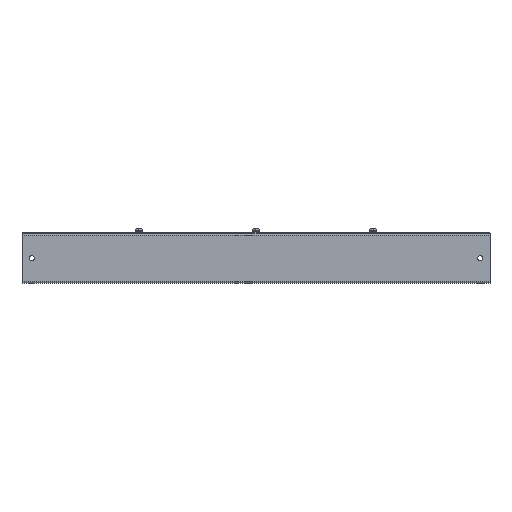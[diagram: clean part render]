
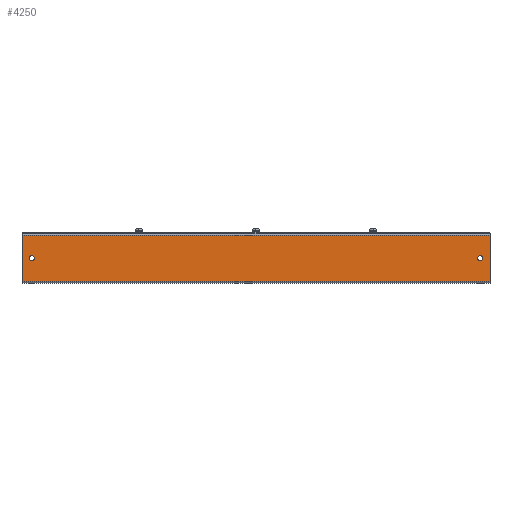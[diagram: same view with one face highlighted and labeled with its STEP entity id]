
A CAD part, left-side view. The second image highlights one B-rep face of the part: STEP entity #4250.
In plain terms, the highlighted planar face has unit normal (-1, 0, 0).
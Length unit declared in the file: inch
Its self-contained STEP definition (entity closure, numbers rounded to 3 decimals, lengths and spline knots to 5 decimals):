
#36 = EDGE_CURVE ( 'NONE', #3914, #3431, #715, .T. ) ;
#341 = VECTOR ( 'NONE', #5506, 39.37008 ) ;
#376 = CARTESIAN_POINT ( 'NONE',  ( -1.307, 12., 2.471 ) ) ;
#384 = DIRECTION ( 'NONE',  ( 1., 0., 0. ) ) ;
#540 = DIRECTION ( 'NONE',  ( 0., 0., 1. ) ) ;
#632 = EDGE_CURVE ( 'NONE', #6330, #2781, #2718, .T. ) ;
#715 = CIRCLE ( 'NONE', #2221, 0.133 ) ;
#783 = CARTESIAN_POINT ( 'NONE',  ( -1.307, 12., 0.086 ) ) ;
#1170 = VERTEX_POINT ( 'NONE', #783 ) ;
#1304 = CARTESIAN_POINT ( 'NONE',  ( -1.307, 12., 0.086 ) ) ;
#1351 = CARTESIAN_POINT ( 'NONE',  ( -1.307, 11.5, 1.4115 ) ) ;
#1456 = CARTESIAN_POINT ( 'NONE',  ( -1.307, 11.5, 1.2785 ) ) ;
#1733 = CARTESIAN_POINT ( 'NONE',  ( -1.307, -12., 0.057 ) ) ;
#1750 = CARTESIAN_POINT ( 'NONE',  ( -1.307, -12., 0.086 ) ) ;
#1935 = ORIENTED_EDGE ( 'NONE', *, *, #4520, .T. ) ;
#2023 = ORIENTED_EDGE ( 'NONE', *, *, #5865, .T. ) ;
#2123 = CIRCLE ( 'NONE', #4158, 0.133 ) ;
#2221 = AXIS2_PLACEMENT_3D ( 'NONE', #1456, #5962, #6519 ) ;
#2361 = LINE ( 'NONE', #4233, #341 ) ;
#2376 = CARTESIAN_POINT ( 'NONE',  ( -1.307, -12., 2.471 ) ) ;
#2693 = CARTESIAN_POINT ( 'NONE',  ( -1.307, -11.5, 1.1455 ) ) ;
#2703 = ORIENTED_EDGE ( 'NONE', *, *, #7324, .T. ) ;
#2707 = CIRCLE ( 'NONE', #2844, 0.133 ) ;
#2718 = LINE ( 'NONE', #3954, #3035 ) ;
#2781 = VERTEX_POINT ( 'NONE', #2376 ) ;
#2784 = AXIS2_PLACEMENT_3D ( 'NONE', #4451, #5085, #540 ) ;
#2794 = CARTESIAN_POINT ( 'NONE',  ( -1.307, -11.5, 1.2785 ) ) ;
#2844 = AXIS2_PLACEMENT_3D ( 'NONE', #6208, #384, #8163 ) ;
#2874 = EDGE_CURVE ( 'NONE', #1170, #7745, #7121, .T. ) ;
#3035 = VECTOR ( 'NONE', #5308, 39.37008 ) ;
#3091 = DIRECTION ( 'NONE',  ( 0., -1., 0. ) ) ;
#3166 = ORIENTED_EDGE ( 'NONE', *, *, #632, .F. ) ;
#3297 = FACE_BOUND ( 'NONE', #6778, .T. ) ;
#3388 = ORIENTED_EDGE ( 'NONE', *, *, #6233, .T. ) ;
#3431 = VERTEX_POINT ( 'NONE', #4930 ) ;
#3568 = DIRECTION ( 'NONE',  ( 0., 0., 1. ) ) ;
#3914 = VERTEX_POINT ( 'NONE', #1351 ) ;
#3932 = VECTOR ( 'NONE', #3568, 39.37008 ) ;
#3954 = CARTESIAN_POINT ( 'NONE',  ( -1.307, -12., 2.471 ) ) ;
#4158 = AXIS2_PLACEMENT_3D ( 'NONE', #2794, #4238, #7367 ) ;
#4233 = CARTESIAN_POINT ( 'NONE',  ( -1.307, 12., 0.057 ) ) ;
#4238 = DIRECTION ( 'NONE',  ( 1., 0., 0. ) ) ;
#4250 = ADVANCED_FACE ( 'NONE', ( #7112, #3297, #8273 ), #8354, .T. ) ;
#4451 = CARTESIAN_POINT ( 'NONE',  ( -1.307, 12., 0.047 ) ) ;
#4520 = EDGE_CURVE ( 'NONE', #6330, #1170, #2361, .T. ) ;
#4930 = CARTESIAN_POINT ( 'NONE',  ( -1.307, 11.5, 1.1455 ) ) ;
#5034 = EDGE_CURVE ( 'NONE', #6832, #5385, #2123, .T. ) ;
#5051 = DIRECTION ( 'NONE',  ( 0., 0., 1. ) ) ;
#5085 = DIRECTION ( 'NONE',  ( -1., 0., 0. ) ) ;
#5308 = DIRECTION ( 'NONE',  ( 0., -1., 0. ) ) ;
#5348 = EDGE_LOOP ( 'NONE', ( #8267, #2023 ) ) ;
#5385 = VERTEX_POINT ( 'NONE', #6096 ) ;
#5506 = DIRECTION ( 'NONE',  ( 0., 0., -1. ) ) ;
#5554 = AXIS2_PLACEMENT_3D ( 'NONE', #7039, #5854, #5051 ) ;
#5854 = DIRECTION ( 'NONE',  ( 1., 0., 0. ) ) ;
#5865 = EDGE_CURVE ( 'NONE', #3431, #3914, #2707, .T. ) ;
#5899 = EDGE_LOOP ( 'NONE', ( #1935, #8122, #3388, #3166 ) ) ;
#5962 = DIRECTION ( 'NONE',  ( 1., 0., 0. ) ) ;
#6096 = CARTESIAN_POINT ( 'NONE',  ( -1.307, -11.5, 1.4115 ) ) ;
#6208 = CARTESIAN_POINT ( 'NONE',  ( -1.307, 11.5, 1.2785 ) ) ;
#6233 = EDGE_CURVE ( 'NONE', #7745, #2781, #7590, .T. ) ;
#6330 = VERTEX_POINT ( 'NONE', #376 ) ;
#6519 = DIRECTION ( 'NONE',  ( 0., 0., 1. ) ) ;
#6778 = EDGE_LOOP ( 'NONE', ( #2703, #6787 ) ) ;
#6787 = ORIENTED_EDGE ( 'NONE', *, *, #5034, .T. ) ;
#6832 = VERTEX_POINT ( 'NONE', #2693 ) ;
#7039 = CARTESIAN_POINT ( 'NONE',  ( -1.307, -11.5, 1.2785 ) ) ;
#7112 = FACE_OUTER_BOUND ( 'NONE', #5899, .T. ) ;
#7121 = LINE ( 'NONE', #1304, #8100 ) ;
#7324 = EDGE_CURVE ( 'NONE', #5385, #6832, #7853, .T. ) ;
#7367 = DIRECTION ( 'NONE',  ( 0., 0., 1. ) ) ;
#7590 = LINE ( 'NONE', #1733, #3932 ) ;
#7745 = VERTEX_POINT ( 'NONE', #1750 ) ;
#7853 = CIRCLE ( 'NONE', #5554, 0.133 ) ;
#8100 = VECTOR ( 'NONE', #3091, 39.37008 ) ;
#8122 = ORIENTED_EDGE ( 'NONE', *, *, #2874, .T. ) ;
#8163 = DIRECTION ( 'NONE',  ( 0., 0., 1. ) ) ;
#8267 = ORIENTED_EDGE ( 'NONE', *, *, #36, .T. ) ;
#8273 = FACE_BOUND ( 'NONE', #5348, .T. ) ;
#8354 = PLANE ( 'NONE',  #2784 ) ;
